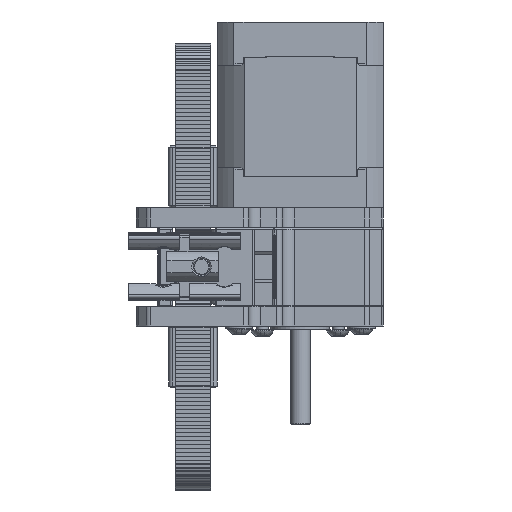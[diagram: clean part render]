
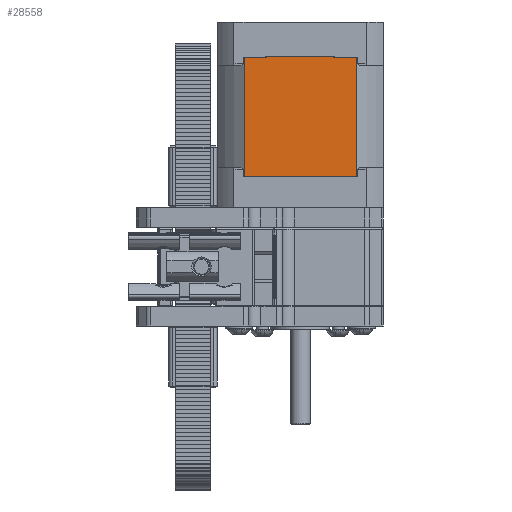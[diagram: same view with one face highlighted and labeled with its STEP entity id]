
A CAD part, left-side view. The second image highlights one B-rep face of the part: STEP entity #28558.
In plain terms, the highlighted planar face has unit normal (-1, 0, 0).
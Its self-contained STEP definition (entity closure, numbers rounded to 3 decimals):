
#1986=PLANE('',#31241);
#3449=FACE_OUTER_BOUND('',#5068,.T.);
#5068=EDGE_LOOP('',(#26461,#26462,#26463,#26464,#26465,#26466,#26467,#26468,
#26469,#26470,#26471,#26472));
#7955=LINE('',#48609,#11007);
#7958=LINE('',#48620,#11010);
#7960=LINE('',#48629,#11012);
#7962=LINE('',#48633,#11014);
#7964=LINE('',#48636,#11016);
#8163=LINE('',#49310,#11215);
#8165=LINE('',#49317,#11217);
#8166=LINE('',#49319,#11218);
#8167=LINE('',#49321,#11219);
#8168=LINE('',#49323,#11220);
#8169=LINE('',#49325,#11221);
#8170=LINE('',#49326,#11222);
#11007=VECTOR('',#38396,30.2);
#11010=VECTOR('',#38405,0.1);
#11012=VECTOR('',#38413,0.1);
#11014=VECTOR('',#38419,5.724);
#11016=VECTOR('',#38423,5.724);
#11215=VECTOR('',#39078,17.012);
#11217=VECTOR('',#39086,0.1);
#11218=VECTOR('',#39087,5.724);
#11219=VECTOR('',#39088,30.2);
#11220=VECTOR('',#39089,5.724);
#11221=VECTOR('',#39090,0.1);
#11222=VECTOR('',#39091,17.012);
#14431=VERTEX_POINT('',#48606);
#14432=VERTEX_POINT('',#48608);
#14436=VERTEX_POINT('',#48617);
#14437=VERTEX_POINT('',#48619);
#14440=VERTEX_POINT('',#48626);
#14441=VERTEX_POINT('',#48628);
#14658=VERTEX_POINT('',#49308);
#14660=VERTEX_POINT('',#49316);
#14661=VERTEX_POINT('',#49318);
#14662=VERTEX_POINT('',#49320);
#14663=VERTEX_POINT('',#49322);
#14664=VERTEX_POINT('',#49324);
#18284=EDGE_CURVE('',#14432,#14431,#7955,.T.);
#18289=EDGE_CURVE('',#14437,#14436,#7958,.T.);
#18293=EDGE_CURVE('',#14441,#14440,#7960,.T.);
#18296=EDGE_CURVE('',#14431,#14441,#7962,.T.);
#18298=EDGE_CURVE('',#14436,#14432,#7964,.T.);
#18619=EDGE_CURVE('',#14440,#14658,#8163,.T.);
#18622=EDGE_CURVE('',#14658,#14660,#8165,.T.);
#18623=EDGE_CURVE('',#14661,#14660,#8166,.T.);
#18624=EDGE_CURVE('',#14662,#14661,#8167,.T.);
#18625=EDGE_CURVE('',#14663,#14662,#8168,.T.);
#18626=EDGE_CURVE('',#14663,#14664,#8169,.T.);
#18627=EDGE_CURVE('',#14664,#14437,#8170,.T.);
#26461=ORIENTED_EDGE('',*,*,#18619,.T.);
#26462=ORIENTED_EDGE('',*,*,#18622,.T.);
#26463=ORIENTED_EDGE('',*,*,#18623,.F.);
#26464=ORIENTED_EDGE('',*,*,#18624,.F.);
#26465=ORIENTED_EDGE('',*,*,#18625,.F.);
#26466=ORIENTED_EDGE('',*,*,#18626,.T.);
#26467=ORIENTED_EDGE('',*,*,#18627,.T.);
#26468=ORIENTED_EDGE('',*,*,#18289,.T.);
#26469=ORIENTED_EDGE('',*,*,#18298,.T.);
#26470=ORIENTED_EDGE('',*,*,#18284,.T.);
#26471=ORIENTED_EDGE('',*,*,#18296,.T.);
#26472=ORIENTED_EDGE('',*,*,#18293,.T.);
#28558=ADVANCED_FACE('',(#3449),#1986,.T.);
#31241=AXIS2_PLACEMENT_3D('',#49315,#39084,#39085);
#38396=DIRECTION('',(0.,0.,-1.));
#38405=DIRECTION('',(0.,0.,-1.));
#38413=DIRECTION('',(0.,0.,-1.));
#38419=DIRECTION('',(0.,-1.,0.));
#38423=DIRECTION('',(0.,1.,0.));
#39078=DIRECTION('',(0.,-1.,0.));
#39084=DIRECTION('center_axis',(-1.,0.,0.));
#39085=DIRECTION('ref_axis',(0.,0.,1.));
#39086=DIRECTION('',(0.,0.,1.));
#39087=DIRECTION('',(0.,1.,0.));
#39088=DIRECTION('',(0.,0.,-1.));
#39089=DIRECTION('',(0.,-1.,0.));
#39090=DIRECTION('',(0.,0.,1.));
#39091=DIRECTION('',(0.,1.,0.));
#48606=CARTESIAN_POINT('',(-21.1,14.23,-19.54));
#48608=CARTESIAN_POINT('',(-21.1,14.23,10.66));
#48609=CARTESIAN_POINT('',(-21.1,14.23,10.66));
#48617=CARTESIAN_POINT('',(-21.1,8.506,10.66));
#48619=CARTESIAN_POINT('',(-21.1,8.506,10.76));
#48620=CARTESIAN_POINT('',(-21.1,8.506,10.76));
#48626=CARTESIAN_POINT('',(-21.1,8.506,-19.64));
#48628=CARTESIAN_POINT('',(-21.1,8.506,-19.54));
#48629=CARTESIAN_POINT('',(-21.1,8.506,-19.54));
#48633=CARTESIAN_POINT('',(-21.1,14.23,-19.54));
#48636=CARTESIAN_POINT('',(-21.1,8.506,10.66));
#49308=CARTESIAN_POINT('',(-21.1,-8.506,-19.64));
#49310=CARTESIAN_POINT('',(-21.1,8.506,-19.64));
#49315=CARTESIAN_POINT('Origin',(-21.1,-14.231,-19.641));
#49316=CARTESIAN_POINT('',(-21.1,-8.506,-19.54));
#49317=CARTESIAN_POINT('',(-21.1,-8.506,-19.64));
#49318=CARTESIAN_POINT('',(-21.1,-14.23,-19.54));
#49319=CARTESIAN_POINT('',(-21.1,-14.23,-19.54));
#49320=CARTESIAN_POINT('',(-21.1,-14.23,10.66));
#49321=CARTESIAN_POINT('',(-21.1,-14.23,10.66));
#49322=CARTESIAN_POINT('',(-21.1,-8.506,10.66));
#49323=CARTESIAN_POINT('',(-21.1,-8.506,10.66));
#49324=CARTESIAN_POINT('',(-21.1,-8.506,10.76));
#49325=CARTESIAN_POINT('',(-21.1,-8.506,10.66));
#49326=CARTESIAN_POINT('',(-21.1,-8.506,10.76));
